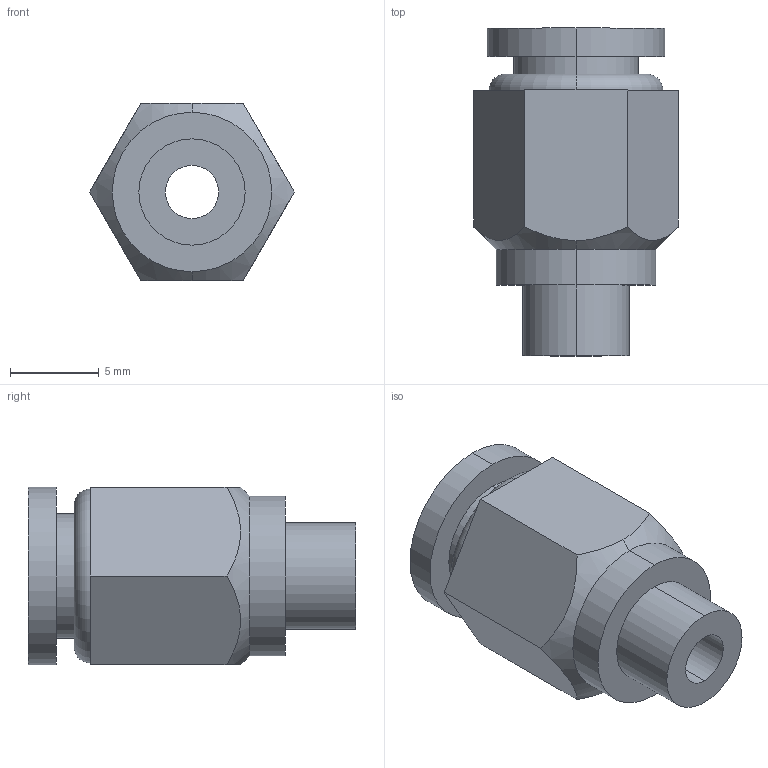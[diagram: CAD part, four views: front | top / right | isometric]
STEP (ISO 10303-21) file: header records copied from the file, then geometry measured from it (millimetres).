
FILE_DESCRIPTION (( 'STEP AP214' ), '1' );
FILE_NAME ('raccord rapide à visser.STEP', '2021-03-10T09:25:52', ( '' ), ( '' ), 'SwSTEP 2.0', 'SolidWorks 2016', '' );
FILE_SCHEMA (( 'AUTOMOTIVE_DESIGN' ));
Length unit declared in the file: millimetre
Products named in the file (1): raccord rapide à visser
Bounding box: 11.55 x 18.5 x 10 mm (x, y, z)
Volume: 1010 mm3; surface area: 1196.9 mm2
Topology: 2 solids, 2 shells, 32 faces, 70 edges, 46 vertices
Faces by surface type: cylinder 14, plane 14, torus 2, cone 2
Entity records: 1102 total; most frequent: CARTESIAN_POINT 225, DIRECTION 162, ORIENTED_EDGE 140, EDGE_CURVE 70, AXIS2_PLACEMENT_3D 67, VERTEX_POINT 46, EDGE_LOOP 40, CIRCLE 34
